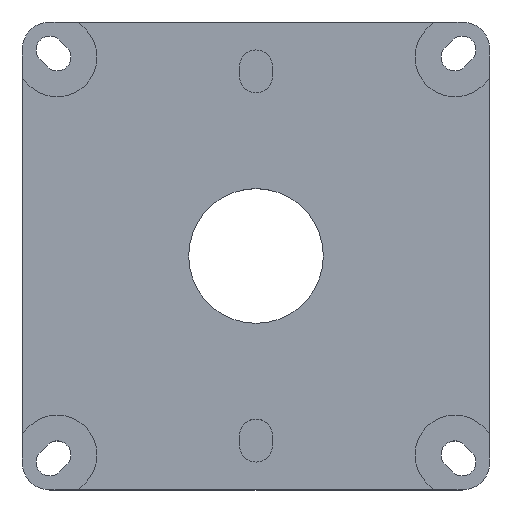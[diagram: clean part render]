
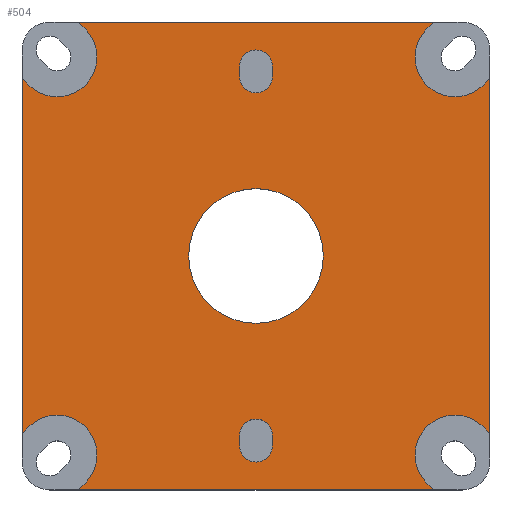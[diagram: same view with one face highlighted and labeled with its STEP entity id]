
A CAD part, top view. The second image highlights one B-rep face of the part: STEP entity #504.
In plain terms, the highlighted planar face has unit normal (0, 0, 1).
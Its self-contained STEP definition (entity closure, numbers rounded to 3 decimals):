
#504=ADVANCED_FACE('',(#1581,#1582,#1583,#1584),#705,.T.);
#705=PLANE('',#4308);
#781=LINE('',#6025,#1081);
#790=LINE('',#6044,#1090);
#801=LINE('',#6074,#1101);
#833=LINE('',#6951,#1133);
#839=LINE('',#6962,#1139);
#887=LINE('',#7301,#1187);
#892=LINE('',#7316,#1192);
#895=LINE('',#7326,#1195);
#898=LINE('',#7332,#1198);
#899=LINE('',#7334,#1199);
#901=LINE('',#7338,#1201);
#902=LINE('',#7340,#1202);
#903=LINE('',#7344,#1203);
#904=LINE('',#7345,#1204);
#905=LINE('',#7349,#1205);
#906=LINE('',#7351,#1206);
#1081=VECTOR('',#4719,1.);
#1090=VECTOR('',#4730,1.);
#1101=VECTOR('',#4753,1.);
#1133=VECTOR('',#4853,1.);
#1139=VECTOR('',#4863,1.);
#1187=VECTOR('',#5013,1.);
#1192=VECTOR('',#5026,1.);
#1195=VECTOR('',#5039,1.);
#1198=VECTOR('',#5046,1.);
#1199=VECTOR('',#5049,1.);
#1201=VECTOR('',#5053,1.);
#1202=VECTOR('',#5054,1.);
#1203=VECTOR('',#5057,1.);
#1204=VECTOR('',#5058,1.);
#1205=VECTOR('',#5061,1.);
#1206=VECTOR('',#5064,1.);
#1351=CIRCLE('',#4184,16.9);
#1365=CIRCLE('',#4205,4.1);
#1367=CIRCLE('',#4208,4.1);
#1397=CIRCLE('',#4292,4.1);
#1399=CIRCLE('',#4296,4.1);
#1401=CIRCLE('',#4304,10.);
#1402=CIRCLE('',#4305,10.);
#1403=CIRCLE('',#4306,10.);
#1404=CIRCLE('',#4307,10.);
#1581=FACE_BOUND('',#1677,.T.);
#1582=FACE_BOUND('',#1678,.T.);
#1583=FACE_BOUND('',#1679,.T.);
#1584=FACE_BOUND('',#1680,.T.);
#1677=EDGE_LOOP('',(#2310));
#1678=EDGE_LOOP('',(#2311,#2312,#2313,#2314));
#1679=EDGE_LOOP('',(#2315,#2316,#2317,#2318,#2319,#2320,#2321,#2322,#2323,
#2324,#2325,#2326,#2327,#2328,#2329,#2330));
#1680=EDGE_LOOP('',(#2331,#2332,#2333,#2334));
#2310=ORIENTED_EDGE('',*,*,#3482,.T.);
#2311=ORIENTED_EDGE('',*,*,#3706,.T.);
#2312=ORIENTED_EDGE('',*,*,#3534,.F.);
#2313=ORIENTED_EDGE('',*,*,#3528,.F.);
#2314=ORIENTED_EDGE('',*,*,#3532,.F.);
#2315=ORIENTED_EDGE('',*,*,#3712,.T.);
#2316=ORIENTED_EDGE('',*,*,#3639,.F.);
#2317=ORIENTED_EDGE('',*,*,#3713,.T.);
#2318=ORIENTED_EDGE('',*,*,#3714,.T.);
#2319=ORIENTED_EDGE('',*,*,#3715,.T.);
#2320=ORIENTED_EDGE('',*,*,#3633,.F.);
#2321=ORIENTED_EDGE('',*,*,#3716,.T.);
#2322=ORIENTED_EDGE('',*,*,#3717,.T.);
#2323=ORIENTED_EDGE('',*,*,#3718,.T.);
#2324=ORIENTED_EDGE('',*,*,#3504,.T.);
#2325=ORIENTED_EDGE('',*,*,#3709,.T.);
#2326=ORIENTED_EDGE('',*,*,#3719,.T.);
#2327=ORIENTED_EDGE('',*,*,#3710,.T.);
#2328=ORIENTED_EDGE('',*,*,#3513,.T.);
#2329=ORIENTED_EDGE('',*,*,#3720,.T.);
#2330=ORIENTED_EDGE('',*,*,#3721,.T.);
#2331=ORIENTED_EDGE('',*,*,#3694,.T.);
#2332=ORIENTED_EDGE('',*,*,#3698,.T.);
#2333=ORIENTED_EDGE('',*,*,#3701,.T.);
#2334=ORIENTED_EDGE('',*,*,#3704,.T.);
#3102=VERTEX_POINT('',#5979);
#3124=VERTEX_POINT('',#6026);
#3125=VERTEX_POINT('',#6027);
#3132=VERTEX_POINT('',#6043);
#3133=VERTEX_POINT('',#6045);
#3144=VERTEX_POINT('',#6072);
#3146=VERTEX_POINT('',#6075);
#3148=VERTEX_POINT('',#6081);
#3150=VERTEX_POINT('',#6087);
#3237=VERTEX_POINT('',#6952);
#3238=VERTEX_POINT('',#6953);
#3240=VERTEX_POINT('',#6963);
#3241=VERTEX_POINT('',#6964);
#3248=VERTEX_POINT('',#7302);
#3249=VERTEX_POINT('',#7303);
#3252=VERTEX_POINT('',#7311);
#3254=VERTEX_POINT('',#7317);
#3256=VERTEX_POINT('',#7331);
#3257=VERTEX_POINT('',#7335);
#3258=VERTEX_POINT('',#7339);
#3259=VERTEX_POINT('',#7341);
#3260=VERTEX_POINT('',#7343);
#3261=VERTEX_POINT('',#7346);
#3262=VERTEX_POINT('',#7348);
#3263=VERTEX_POINT('',#7352);
#3482=EDGE_CURVE('',#3102,#3102,#1351,.T.);
#3504=EDGE_CURVE('',#3124,#3125,#781,.T.);
#3513=EDGE_CURVE('',#3133,#3132,#790,.T.);
#3528=EDGE_CURVE('',#3144,#3146,#801,.T.);
#3532=EDGE_CURVE('',#3148,#3144,#1365,.T.);
#3534=EDGE_CURVE('',#3146,#3150,#1367,.T.);
#3633=EDGE_CURVE('',#3237,#3238,#833,.T.);
#3639=EDGE_CURVE('',#3240,#3241,#839,.T.);
#3694=EDGE_CURVE('',#3248,#3249,#887,.T.);
#3698=EDGE_CURVE('',#3249,#3252,#1397,.T.);
#3701=EDGE_CURVE('',#3252,#3254,#892,.T.);
#3704=EDGE_CURVE('',#3254,#3248,#1399,.T.);
#3706=EDGE_CURVE('',#3148,#3150,#895,.T.);
#3709=EDGE_CURVE('',#3125,#3256,#898,.T.);
#3710=EDGE_CURVE('',#3257,#3133,#899,.T.);
#3712=EDGE_CURVE('',#3258,#3241,#901,.T.);
#3713=EDGE_CURVE('',#3240,#3259,#902,.T.);
#3714=EDGE_CURVE('',#3259,#3260,#1401,.T.);
#3715=EDGE_CURVE('',#3260,#3238,#903,.T.);
#3716=EDGE_CURVE('',#3237,#3261,#904,.T.);
#3717=EDGE_CURVE('',#3261,#3262,#1402,.T.);
#3718=EDGE_CURVE('',#3262,#3124,#905,.T.);
#3719=EDGE_CURVE('',#3256,#3257,#1403,.T.);
#3720=EDGE_CURVE('',#3132,#3263,#906,.T.);
#3721=EDGE_CURVE('',#3263,#3258,#1404,.T.);
#4184=AXIS2_PLACEMENT_3D('',#5978,#4681,#4682);
#4205=AXIS2_PLACEMENT_3D('',#6083,#4759,#4760);
#4208=AXIS2_PLACEMENT_3D('',#6086,#4765,#4766);
#4292=AXIS2_PLACEMENT_3D('',#7310,#5019,#5020);
#4296=AXIS2_PLACEMENT_3D('',#7322,#5031,#5032);
#4304=AXIS2_PLACEMENT_3D('',#7342,#5055,#5056);
#4305=AXIS2_PLACEMENT_3D('',#7347,#5059,#5060);
#4306=AXIS2_PLACEMENT_3D('',#7350,#5062,#5063);
#4307=AXIS2_PLACEMENT_3D('',#7353,#5065,#5066);
#4308=AXIS2_PLACEMENT_3D('',#7354,#5067,#5068);
#4681=DIRECTION('',(0.,0.,-1.));
#4682=DIRECTION('',(0.,1.,0.));
#4719=DIRECTION('',(0.,-1.,0.));
#4730=DIRECTION('',(1.,0.,0.));
#4753=DIRECTION('',(0.,-1.,0.));
#4759=DIRECTION('',(0.,0.,1.));
#4760=DIRECTION('',(0.,-1.,0.));
#4765=DIRECTION('',(0.,0.,1.));
#4766=DIRECTION('',(0.,-1.,0.));
#4853=DIRECTION('',(1.,0.,0.));
#4863=DIRECTION('',(0.,-1.,0.));
#5013=DIRECTION('',(0.,-1.,0.));
#5019=DIRECTION('',(0.,0.,-1.));
#5020=DIRECTION('',(0.,1.,0.));
#5026=DIRECTION('',(0.,1.,0.));
#5031=DIRECTION('',(0.,0.,-1.));
#5032=DIRECTION('',(0.,1.,0.));
#5039=DIRECTION('',(0.,-1.,0.));
#5046=DIRECTION('',(0.707,0.707,0.));
#5049=DIRECTION('',(-0.707,-0.707,0.));
#5053=DIRECTION('',(0.707,-0.707,0.));
#5054=DIRECTION('',(-0.707,-0.707,0.));
#5055=DIRECTION('',(0.,0.,-1.));
#5056=DIRECTION('',(-1.,0.,0.));
#5057=DIRECTION('',(0.707,0.707,0.));
#5058=DIRECTION('',(0.707,-0.707,0.));
#5059=DIRECTION('',(0.,0.,-1.));
#5060=DIRECTION('',(0.,-1.,0.));
#5061=DIRECTION('',(-0.707,0.707,0.));
#5062=DIRECTION('',(0.,0.,-1.));
#5063=DIRECTION('',(1.,0.,0.));
#5064=DIRECTION('',(-0.707,0.707,0.));
#5065=DIRECTION('',(0.,0.,-1.));
#5066=DIRECTION('',(0.,1.,0.));
#5067=DIRECTION('',(0.,0.,1.));
#5068=DIRECTION('',(0.,-1.,0.));
#5978=CARTESIAN_POINT('',(0.,0.,62.5));
#5979=CARTESIAN_POINT('',(0.,16.9,62.5));
#6025=CARTESIAN_POINT('',(-58.7,-51.7,62.5));
#6026=CARTESIAN_POINT('',(-58.7,44.558,62.5));
#6027=CARTESIAN_POINT('',(-58.7,-44.558,62.5));
#6043=CARTESIAN_POINT('',(44.558,-58.7,62.5));
#6044=CARTESIAN_POINT('',(0.,-58.7,62.5));
#6045=CARTESIAN_POINT('',(-44.558,-58.7,62.5));
#6072=CARTESIAN_POINT('',(-4.1,-45.,62.5));
#6074=CARTESIAN_POINT('',(-4.1,-47.6,62.5));
#6075=CARTESIAN_POINT('',(-4.1,-47.6,62.5));
#6081=CARTESIAN_POINT('',(4.1,-45.,62.5));
#6083=CARTESIAN_POINT('',(0.,-45.,62.5));
#6086=CARTESIAN_POINT('',(0.,-47.6,62.5));
#6087=CARTESIAN_POINT('',(4.1,-47.6,62.5));
#6951=CARTESIAN_POINT('',(-51.7,58.7,62.5));
#6952=CARTESIAN_POINT('',(-44.558,58.7,62.5));
#6953=CARTESIAN_POINT('',(44.558,58.7,62.5));
#6962=CARTESIAN_POINT('',(58.7,0.,62.5));
#6963=CARTESIAN_POINT('',(58.7,44.558,62.5));
#6964=CARTESIAN_POINT('',(58.7,-44.558,62.5));
#7301=CARTESIAN_POINT('',(4.1,47.6,62.5));
#7302=CARTESIAN_POINT('',(4.1,47.6,62.5));
#7303=CARTESIAN_POINT('',(4.1,45.,62.5));
#7310=CARTESIAN_POINT('',(0.,45.,62.5));
#7311=CARTESIAN_POINT('',(-4.1,45.,62.5));
#7316=CARTESIAN_POINT('',(-4.1,45.,62.5));
#7317=CARTESIAN_POINT('',(-4.1,47.6,62.5));
#7322=CARTESIAN_POINT('',(0.,47.6,62.5));
#7326=CARTESIAN_POINT('',(4.1,-45.,62.5));
#7331=CARTESIAN_POINT('',(-56.971,-42.829,62.5));
#7332=CARTESIAN_POINT('',(-56.971,-42.829,62.5));
#7334=CARTESIAN_POINT('',(-45.858,-60.,62.5));
#7335=CARTESIAN_POINT('',(-42.829,-56.971,62.5));
#7338=CARTESIAN_POINT('',(56.971,-42.829,62.5));
#7339=CARTESIAN_POINT('',(56.971,-42.829,62.5));
#7340=CARTESIAN_POINT('',(60.,45.858,62.5));
#7341=CARTESIAN_POINT('',(56.971,42.829,62.5));
#7342=CARTESIAN_POINT('',(49.9,49.9,62.5));
#7343=CARTESIAN_POINT('',(42.829,56.971,62.5));
#7344=CARTESIAN_POINT('',(42.829,56.971,62.5));
#7345=CARTESIAN_POINT('',(-45.858,60.,62.5));
#7346=CARTESIAN_POINT('',(-42.829,56.971,62.5));
#7347=CARTESIAN_POINT('',(-49.9,49.9,62.5));
#7348=CARTESIAN_POINT('',(-56.971,42.829,62.5));
#7349=CARTESIAN_POINT('',(-56.971,42.829,62.5));
#7350=CARTESIAN_POINT('',(-49.9,-49.9,62.5));
#7351=CARTESIAN_POINT('',(45.858,-60.,62.5));
#7352=CARTESIAN_POINT('',(42.829,-56.971,62.5));
#7353=CARTESIAN_POINT('',(49.9,-49.9,62.5));
#7354=CARTESIAN_POINT('',(-49.9,-49.9,62.5));
